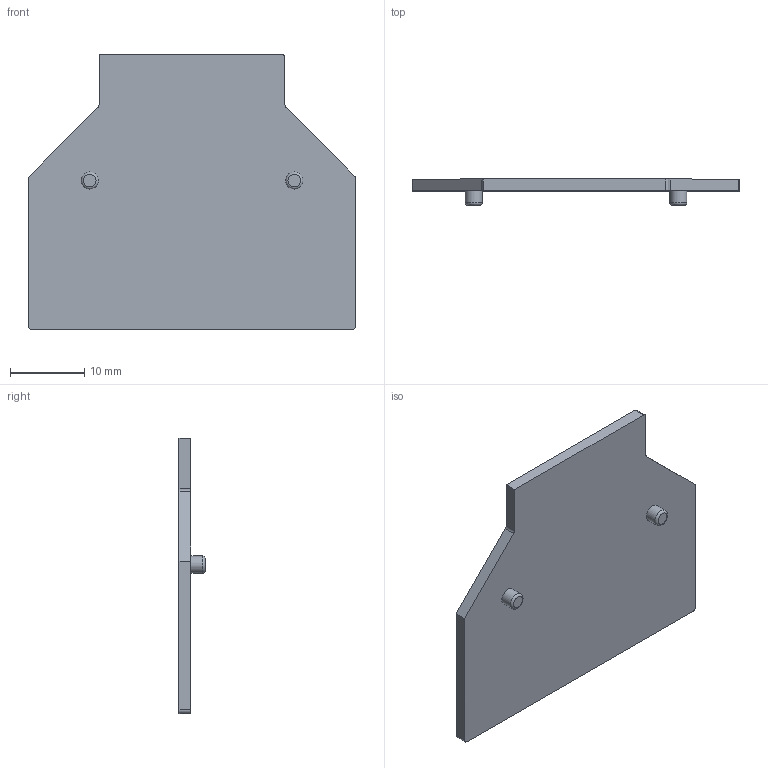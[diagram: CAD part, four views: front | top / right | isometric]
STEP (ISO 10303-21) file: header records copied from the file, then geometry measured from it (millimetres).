
FILE_DESCRIPTION (( 'STEP AP214' ), '1' );
FILE_NAME ('YCT10-00-K03-002-SP Ðàçäåëèòåëü äëÿ CTS áîëüøîé 2,5-4ìì2 ñåðûé.STEP', '2023-10-16T09:36:17', ( '' ), ( '' ), 'SwSTEP 2.0', 'SolidWorks 2022', '' );
FILE_SCHEMA (( 'AUTOMOTIVE_DESIGN' ));
Length unit declared in the file: millimetre
Products named in the file (1): YCT10-00-K03-002-SP Разделитель для CTS большой 2,5-4мм2 серый
Bounding box: 44 x 3.5 x 37 mm (x, y, z)
Volume: 2262.9 mm3; surface area: 3075 mm2
Topology: 1 solids, 1 shells, 22 faces, 52 edges, 34 vertices
Faces by surface type: plane 12, cylinder 8, torus 2
Full cylindrical faces by diameter (mm): 2.3 x2
Entity records: 652 total; most frequent: DIRECTION 112, CARTESIAN_POINT 105, ORIENTED_EDGE 96, EDGE_CURVE 48, AXIS2_PLACEMENT_3D 41, VERTEX_POINT 34, LINE 30, VECTOR 30
